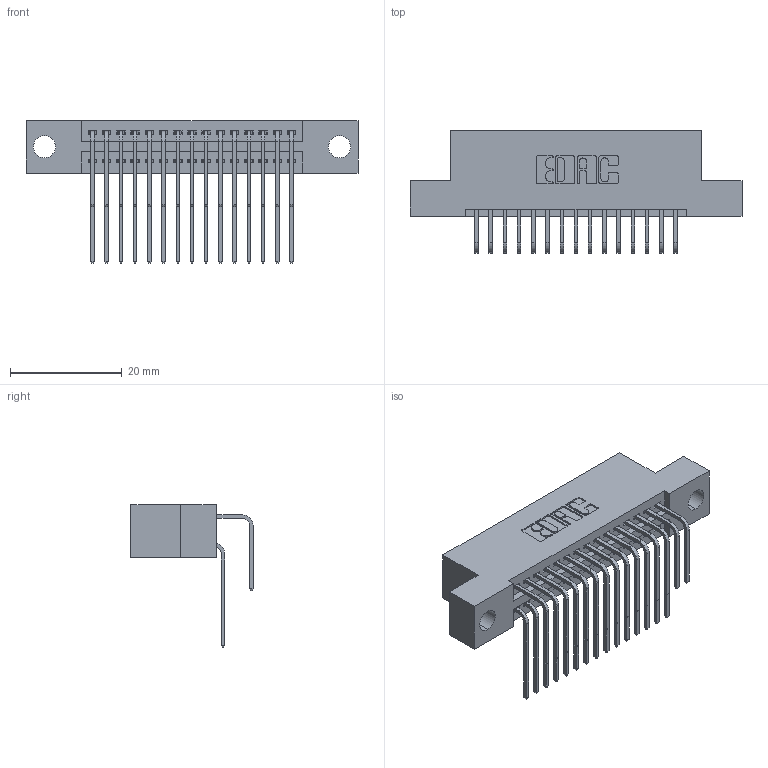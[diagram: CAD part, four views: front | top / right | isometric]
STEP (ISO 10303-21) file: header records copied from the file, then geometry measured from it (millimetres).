
FILE_DESCRIPTION (( 'STEP AP203' ), '1' );
FILE_NAME ('395-030-558-204.STEP', '2021-06-16T20:15:46', ( '' ), ( '' ), 'SwSTEP 2.0', 'SolidWorks 2020', '' );
FILE_SCHEMA (( 'CONFIG_CONTROL_DESIGN' ));
Length unit declared in the file: inch
Products named in the file (4): 345 Part_Flush Mounting Lugs - 0.156 Dia-TI; 395-030-558-204; 345-292-001_558 Tail - 2; 345-292-001_558 559 Tail - 1
Assembly tree (31 placements, depth 2):
  395-030-558-204
    345 Part_Flush Mounting Lugs - 0.156 Dia-TI
    345-292-001_558 559 Tail - 1  x15
    345-292-001_558 Tail - 2  x15
Bounding box: 59.31 x 21.83 x 25.53 mm (x, y, z)
Volume: 5577.8 mm3; surface area: 8387.4 mm2
Topology: 31 solids, 31 shells, 1700 faces, 5027 edges, 3310 vertices
Faces by surface type: plane 1144, cylinder 556
Entity records: 17475 total; most frequent: CARTESIAN_POINT 3005, ORIENTED_EDGE 2886, DIRECTION 2655, EDGE_CURVE 1443, VECTOR 1211, LINE 1211, VERTEX_POINT 958, AXIS2_PLACEMENT_3D 722
